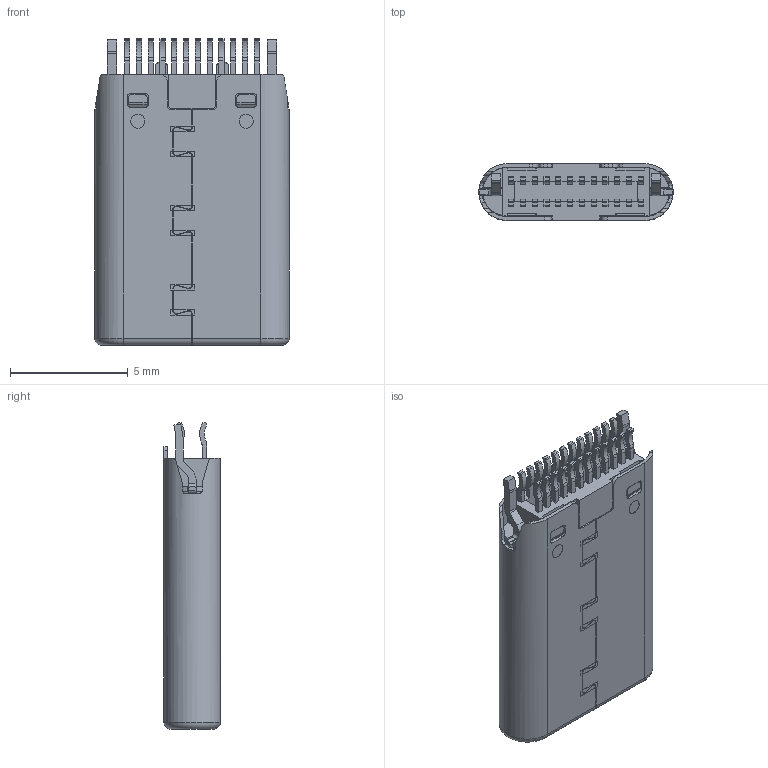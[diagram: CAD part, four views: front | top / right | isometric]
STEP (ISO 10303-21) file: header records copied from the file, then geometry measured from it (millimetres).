
FILE_DESCRIPTION((''),'2;1');
FILE_NAME('TANPIAN-PLASTIC_1_2__2_30_1_1_2','2025-12-23T13:26:14',('ZL'),(''),'CREO PARAMETRIC BY PTC INC, 2025010','CREO PARAMETRIC BY PTC INC, 2025010','');
FILE_SCHEMA(('AUTOMOTIVE_DESIGN { 1 0 10303 214 1 1 1 1 }'));
Length unit declared in the file: millimetre
Products named in the file (1): TANPIAN-PLASTIC_1_2__2_30_1_1_2
Bounding box: 8.25 x 2.42 x 13.01 mm (x, y, z)
Volume: 170.5 mm3; surface area: 538.1 mm2
Topology: 1 solids, 3 shells, 1035 faces, 3071 edges, 2042 vertices
Faces by surface type: plane 686, cylinder 337, cone 8, torus 4
Entity records: 52331 total; most frequent: CARTESIAN_POINT 6686, ORIENTED_EDGE 6142, DIRECTION 6007, PRESENTATION_STYLE_ASSIGNMENT 3656, STYLED_ITEM 3194, CURVE_STYLE 3193, EDGE_CURVE 3071, VECTOR 2258
